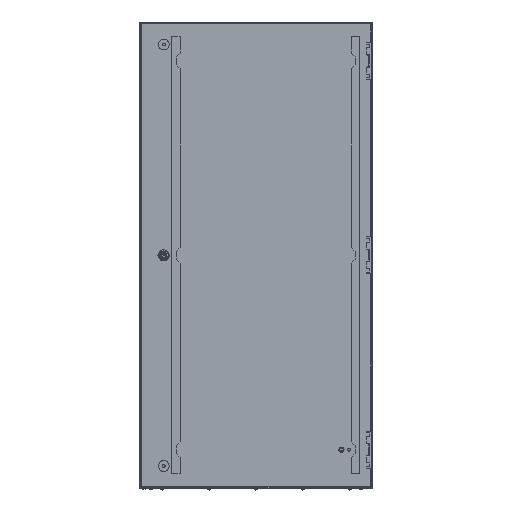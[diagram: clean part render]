
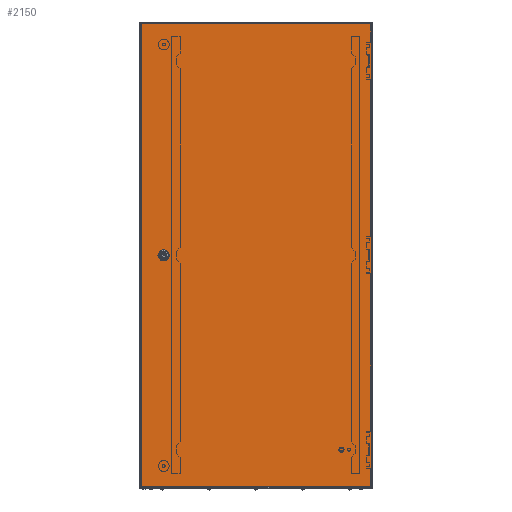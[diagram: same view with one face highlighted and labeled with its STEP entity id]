
A CAD part, top view. The second image highlights one B-rep face of the part: STEP entity #2150.
In plain terms, the highlighted planar face has unit normal (0, 0, 1).
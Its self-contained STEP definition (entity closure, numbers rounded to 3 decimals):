
#728 = DIRECTION ( 'NONE',  ( 0., 0., 1. ) ) ;
#750 = ORIENTED_EDGE ( 'NONE', *, *, #36649, .F. ) ;
#1268 = VECTOR ( 'NONE', #72871, 1000. ) ;
#2004 = DIRECTION ( 'NONE',  ( -1., 0., 0. ) ) ;
#2150 = ADVANCED_FACE ( 'NONE', ( #48867, #77922 ), #50206, .T. ) ;
#2735 = ORIENTED_EDGE ( 'NONE', *, *, #75931, .F. ) ;
#3713 = DIRECTION ( 'NONE',  ( -1., 0., 0. ) ) ;
#3832 = CARTESIAN_POINT ( 'NONE',  ( 67.926, 589.95, 17. ) ) ;
#4643 = LINE ( 'NONE', #32789, #34992 ) ;
#5439 = ORIENTED_EDGE ( 'NONE', *, *, #91497, .T. ) ;
#5996 = VERTEX_POINT ( 'NONE', #12368 ) ;
#6498 = CARTESIAN_POINT ( 'NONE',  ( 2.87, 1197., 17. ) ) ;
#6588 = CARTESIAN_POINT ( 'NONE',  ( 2.87, 1197., 17. ) ) ;
#6833 = DIRECTION ( 'NONE',  ( 0., 0., 1. ) ) ;
#8782 = VERTEX_POINT ( 'NONE', #20486 ) ;
#10459 = EDGE_CURVE ( 'NONE', #83441, #5996, #18430, .T. ) ;
#12128 = CARTESIAN_POINT ( 'NONE',  ( 62.87, 600., 17. ) ) ;
#12298 = DIRECTION ( 'NONE',  ( 1., 0., 0. ) ) ;
#12368 = CARTESIAN_POINT ( 'NONE',  ( 67.926, 610.05, 17. ) ) ;
#15848 = LINE ( 'NONE', #65361, #41203 ) ;
#16210 = VERTEX_POINT ( 'NONE', #24737 ) ;
#16456 = CARTESIAN_POINT ( 'NONE',  ( 2.87, 3., 17. ) ) ;
#18430 = CIRCLE ( 'NONE', #71598, 11.25 ) ;
#19082 = ORIENTED_EDGE ( 'NONE', *, *, #60002, .T. ) ;
#19321 = VERTEX_POINT ( 'NONE', #64780 ) ;
#19598 = CIRCLE ( 'NONE', #57946, 11.25 ) ;
#20486 = CARTESIAN_POINT ( 'NONE',  ( 57.814, 589.95, 17. ) ) ;
#22403 = CARTESIAN_POINT ( 'NONE',  ( 62.87, 600., 17. ) ) ;
#23235 = ORIENTED_EDGE ( 'NONE', *, *, #71058, .F. ) ;
#23387 = LINE ( 'NONE', #29825, #58677 ) ;
#24737 = CARTESIAN_POINT ( 'NONE',  ( 596.87, 3., 17. ) ) ;
#26694 = ORIENTED_EDGE ( 'NONE', *, *, #82549, .F. ) ;
#27089 = CARTESIAN_POINT ( 'NONE',  ( 67.926, 589.95, 17. ) ) ;
#29760 = EDGE_LOOP ( 'NONE', ( #66469, #88174, #2735, #83681, #26694, #40969, #750, #23235 ) ) ;
#29825 = CARTESIAN_POINT ( 'NONE',  ( 596.87, 1197., 17. ) ) ;
#30519 = VECTOR ( 'NONE', #62898, 1000. ) ;
#32326 = LINE ( 'NONE', #45795, #39355 ) ;
#32789 = CARTESIAN_POINT ( 'NONE',  ( 2.87, 1197., 17. ) ) ;
#32927 = VERTEX_POINT ( 'NONE', #27089 ) ;
#34054 = CARTESIAN_POINT ( 'NONE',  ( 52.82, 594.944, 17. ) ) ;
#34992 = VECTOR ( 'NONE', #3713, 1000. ) ;
#35753 = EDGE_CURVE ( 'NONE', #81229, #83441, #32326, .T. ) ;
#36649 = EDGE_CURVE ( 'NONE', #47854, #19321, #85276, .T. ) ;
#38927 = LINE ( 'NONE', #3832, #83757 ) ;
#39085 = EDGE_CURVE ( 'NONE', #19321, #61183, #54558, .T. ) ;
#39355 = VECTOR ( 'NONE', #52708, 1000. ) ;
#40431 = CARTESIAN_POINT ( 'NONE',  ( 2.87, 3., 17. ) ) ;
#40969 = ORIENTED_EDGE ( 'NONE', *, *, #39085, .F. ) ;
#41203 = VECTOR ( 'NONE', #2004, 1000. ) ;
#41660 = DIRECTION ( 'NONE',  ( 0., 0., 1. ) ) ;
#43738 = LINE ( 'NONE', #16456, #1268 ) ;
#45795 = CARTESIAN_POINT ( 'NONE',  ( 72.92, 594.944, 17. ) ) ;
#45929 = EDGE_CURVE ( 'NONE', #16210, #60966, #23387, .T. ) ;
#46531 = CARTESIAN_POINT ( 'NONE',  ( 62.87, 600., 17. ) ) ;
#46604 = VERTEX_POINT ( 'NONE', #6588 ) ;
#47854 = VERTEX_POINT ( 'NONE', #66957 ) ;
#48608 = EDGE_CURVE ( 'NONE', #8782, #32927, #38927, .T. ) ;
#48867 = FACE_BOUND ( 'NONE', #29760, .T. ) ;
#49426 = DIRECTION ( 'NONE',  ( 0., -1., 0. ) ) ;
#50094 = AXIS2_PLACEMENT_3D ( 'NONE', #70158, #6833, #56275 ) ;
#50152 = DIRECTION ( 'NONE',  ( 1., 0., 0. ) ) ;
#50206 = PLANE ( 'NONE',  #66775 ) ;
#51704 = CARTESIAN_POINT ( 'NONE',  ( 596.87, 1197., 17. ) ) ;
#52708 = DIRECTION ( 'NONE',  ( 0., 1., 0. ) ) ;
#53470 = VERTEX_POINT ( 'NONE', #40431 ) ;
#54558 = LINE ( 'NONE', #75802, #57693 ) ;
#56275 = DIRECTION ( 'NONE',  ( 1., 0., 0. ) ) ;
#57693 = VECTOR ( 'NONE', #49426, 1000. ) ;
#57946 = AXIS2_PLACEMENT_3D ( 'NONE', #22403, #85266, #50152 ) ;
#58677 = VECTOR ( 'NONE', #58996, 1000. ) ;
#58996 = DIRECTION ( 'NONE',  ( 0., 1., 0. ) ) ;
#60002 = EDGE_CURVE ( 'NONE', #46604, #53470, #69817, .T. ) ;
#60249 = DIRECTION ( 'NONE',  ( 1., 0., 0. ) ) ;
#60966 = VERTEX_POINT ( 'NONE', #51704 ) ;
#61183 = VERTEX_POINT ( 'NONE', #34054 ) ;
#62898 = DIRECTION ( 'NONE',  ( 0., -1., 0. ) ) ;
#64780 = CARTESIAN_POINT ( 'NONE',  ( 52.82, 605.056, 17. ) ) ;
#65361 = CARTESIAN_POINT ( 'NONE',  ( 67.926, 610.05, 17. ) ) ;
#66469 = ORIENTED_EDGE ( 'NONE', *, *, #10459, .F. ) ;
#66775 = AXIS2_PLACEMENT_3D ( 'NONE', #77036, #728, #70124 ) ;
#66957 = CARTESIAN_POINT ( 'NONE',  ( 57.814, 610.05, 17. ) ) ;
#68890 = EDGE_CURVE ( 'NONE', #60966, #46604, #4643, .T. ) ;
#69817 = LINE ( 'NONE', #6498, #30519 ) ;
#69891 = DIRECTION ( 'NONE',  ( 1., 0., 0. ) ) ;
#70124 = DIRECTION ( 'NONE',  ( 1., 0., 0. ) ) ;
#70158 = CARTESIAN_POINT ( 'NONE',  ( 62.87, 600., 17. ) ) ;
#71058 = EDGE_CURVE ( 'NONE', #5996, #47854, #15848, .T. ) ;
#71598 = AXIS2_PLACEMENT_3D ( 'NONE', #46531, #81662, #12298 ) ;
#72871 = DIRECTION ( 'NONE',  ( 1., 0., 0. ) ) ;
#75802 = CARTESIAN_POINT ( 'NONE',  ( 52.82, 594.944, 17. ) ) ;
#75931 = EDGE_CURVE ( 'NONE', #32927, #81229, #81136, .T. ) ;
#77036 = CARTESIAN_POINT ( 'NONE',  ( 0., 0., 17. ) ) ;
#77922 = FACE_OUTER_BOUND ( 'NONE', #78279, .T. ) ;
#78279 = EDGE_LOOP ( 'NONE', ( #19082, #5439, #85672, #85715 ) ) ;
#78305 = CARTESIAN_POINT ( 'NONE',  ( 72.92, 594.944, 17. ) ) ;
#81136 = CIRCLE ( 'NONE', #50094, 11.25 ) ;
#81229 = VERTEX_POINT ( 'NONE', #78305 ) ;
#81662 = DIRECTION ( 'NONE',  ( 0., 0., 1. ) ) ;
#82549 = EDGE_CURVE ( 'NONE', #61183, #8782, #19598, .T. ) ;
#83441 = VERTEX_POINT ( 'NONE', #85740 ) ;
#83681 = ORIENTED_EDGE ( 'NONE', *, *, #48608, .F. ) ;
#83757 = VECTOR ( 'NONE', #60249, 1000. ) ;
#85266 = DIRECTION ( 'NONE',  ( 0., 0., 1. ) ) ;
#85276 = CIRCLE ( 'NONE', #86800, 11.25 ) ;
#85672 = ORIENTED_EDGE ( 'NONE', *, *, #45929, .T. ) ;
#85715 = ORIENTED_EDGE ( 'NONE', *, *, #68890, .T. ) ;
#85740 = CARTESIAN_POINT ( 'NONE',  ( 72.92, 605.056, 17. ) ) ;
#86800 = AXIS2_PLACEMENT_3D ( 'NONE', #12128, #41660, #69891 ) ;
#88174 = ORIENTED_EDGE ( 'NONE', *, *, #35753, .F. ) ;
#91497 = EDGE_CURVE ( 'NONE', #53470, #16210, #43738, .T. ) ;
